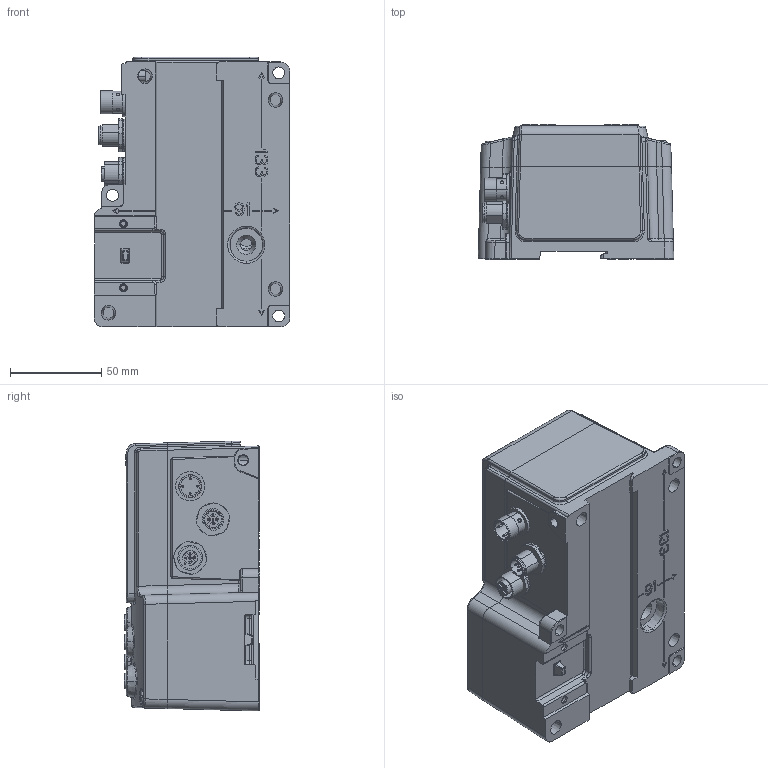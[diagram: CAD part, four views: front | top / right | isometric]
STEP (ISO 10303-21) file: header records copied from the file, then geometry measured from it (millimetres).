
FILE_DESCRIPTION((''),'2;1');
FILE_NAME('IC-KP-B6-2V15B_ASM','2011-11-18T',('dhelisch'),(''),'PRO/ENGINEER BY PARAMETRIC TECHNOLOGY CORPORATION, 2007250','PRO/ENGINEER BY PARAMETRIC TECHNOLOGY CORPORATION, 2007250','');
FILE_SCHEMA(('CONFIG_CONTROL_DESIGN'));
Length unit declared in the file: millimetre
Products named in the file (16): MANIFOLD_SOLID_BREP_42981_1_AF1; DM_04C0F4_1__1; DM_04C0F4_ASM_1__ASM_1_ASM; _04C0F4A__ASM_1; 04C0F4A__ASM_1_ASM; SCHRAUBE_ISO_1580-M4X10-4_8__1; PRT0002__1; PRT0003__1; PRT0004__1; PRT0005; STECKER_4POLIG_2; 09-4446-88-05; _HAUPT_3_ASM_1; HAUPT_3_ASM_1_ASM; FIELDBUS_KLEIN; IC-KP-B6-2V15B_ASM
Assembly tree (18 placements, depth 5):
  IC-KP-B6-2V15B_ASM
    HAUPT_3_ASM_1_ASM
      MANIFOLD_SOLID_BREP_42981_1_AF1
      04C0F4A__ASM_1_ASM
        DM_04C0F4_ASM_1__ASM_1_ASM
          DM_04C0F4_1__1
        _04C0F4A__ASM_1
      SCHRAUBE_ISO_1580-M4X10-4_8__1
      PRT0002__1
      PRT0003__1
      PRT0004__1
      PRT0005
      STECKER_4POLIG_2
      09-4446-88-05
      _HAUPT_3_ASM_1
    FIELDBUS_KLEIN  x4
Bounding box: 107 x 74 x 147.71 mm (x, y, z)
Volume: 218034.8 mm3; surface area: 146666.1 mm2
Topology: 12 solids, 31 shells, 2744 faces, 7232 edges, 4634 vertices
Faces by surface type: plane 1181, cylinder 811, cone 277, torus 217, bspline 162, sphere 48, extrusion 48
Entity records: 117037 total; most frequent: CARTESIAN_POINT 31441, ORIENTED_EDGE 13962, DIRECTION 13491, EDGE_CURVE 7052, AXIS2_PLACEMENT_3D 4749, VERTEX_POINT 4556, PRESENTATION_STYLE_ASSIGNMENT 4412, STYLED_ITEM 4412
